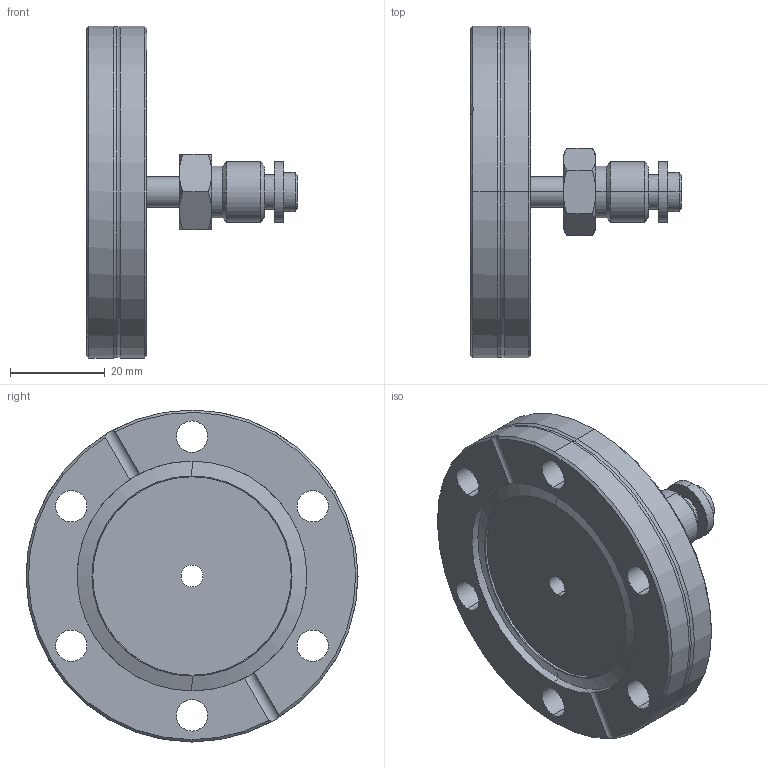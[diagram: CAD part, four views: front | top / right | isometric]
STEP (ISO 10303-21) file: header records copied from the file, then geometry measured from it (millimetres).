
FILE_DESCRIPTION (( 'STEP AP214' ), '1' );
FILE_NAME ('420AVM040-0250.stp', '2017-06-06T05:55:35', ( '' ), ( '' ), 'SwSTEP 2.0', 'SolidWorks 2015', '' );
FILE_SCHEMA (( 'AUTOMOTIVE_DESIGN' ));
Length unit declared in the file: millimetre
Products named in the file (1): 420AVM040-0250
Bounding box: 44.4 x 69.9 x 69.9 mm (x, y, z)
Volume: 46127.8 mm3; surface area: 15017.1 mm2
Topology: 2 solids, 2 shells, 98 faces, 229 edges, 140 vertices
Faces by surface type: cone 37, cylinder 36, plane 17, torus 6, bspline 2
Entity records: 4182 total; most frequent: CARTESIAN_POINT 756, DIRECTION 517, ORIENTED_EDGE 458, EDGE_CURVE 229, AXIS2_PLACEMENT_3D 225, VERTEX_POINT 140, CIRCLE 128, EDGE_LOOP 119
